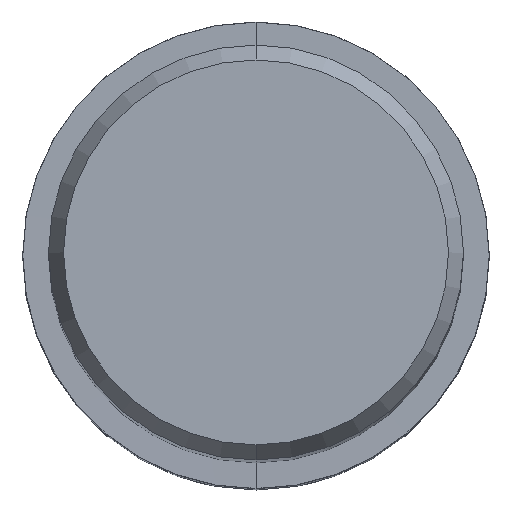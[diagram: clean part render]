
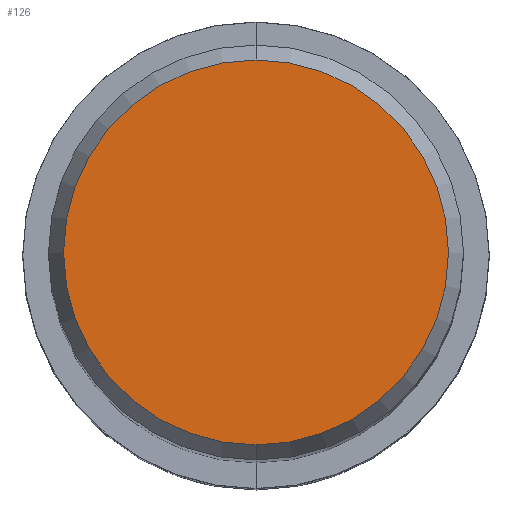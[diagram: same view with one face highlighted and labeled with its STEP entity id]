
A CAD part, top view. The second image highlights one B-rep face of the part: STEP entity #126.
In plain terms, the highlighted planar face has unit normal (0, 0, 1).
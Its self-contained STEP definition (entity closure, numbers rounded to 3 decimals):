
#122=VERTEX_POINT('',#244);
#126=ADVANCED_FACE('',(#248),#249,.T.);
#154=VERTEX_POINT('',#283);
#158=EDGE_CURVE('',#154,#122,#287,.T.);
#178=EDGE_CURVE('',#122,#154,#309,.T.);
#244=CARTESIAN_POINT('',(0.,-5.892,0.01));
#248=FACE_OUTER_BOUND('',#384,.T.);
#249=PLANE('',#385);
#283=CARTESIAN_POINT('',(0.0,5.892,0.01));
#287=CIRCLE('',#427,5.892);
#309=CIRCLE('',#459,5.892);
#384=EDGE_LOOP('',(#522,#523));
#385=AXIS2_PLACEMENT_3D('',#524,#525,#526);
#427=AXIS2_PLACEMENT_3D('',#575,#576,#577);
#459=AXIS2_PLACEMENT_3D('',#601,#602,#603);
#522=ORIENTED_EDGE('',*,*,#158,.F.);
#523=ORIENTED_EDGE('',*,*,#178,.F.);
#524=CARTESIAN_POINT('',(0.0,2.946,0.01));
#525=DIRECTION('',(-0.0,0.0,1.0));
#526=DIRECTION('',(0.0,-1.0,0.0));
#575=CARTESIAN_POINT('',(0.0,0.0,0.01));
#576=DIRECTION('',(0.0,0.0,-1.0));
#577=DIRECTION('',(0.0,1.0,0.0));
#601=CARTESIAN_POINT('',(0.0,0.0,0.01));
#602=DIRECTION('',(0.0,0.0,-1.0));
#603=DIRECTION('',(0.0,1.0,0.0));
